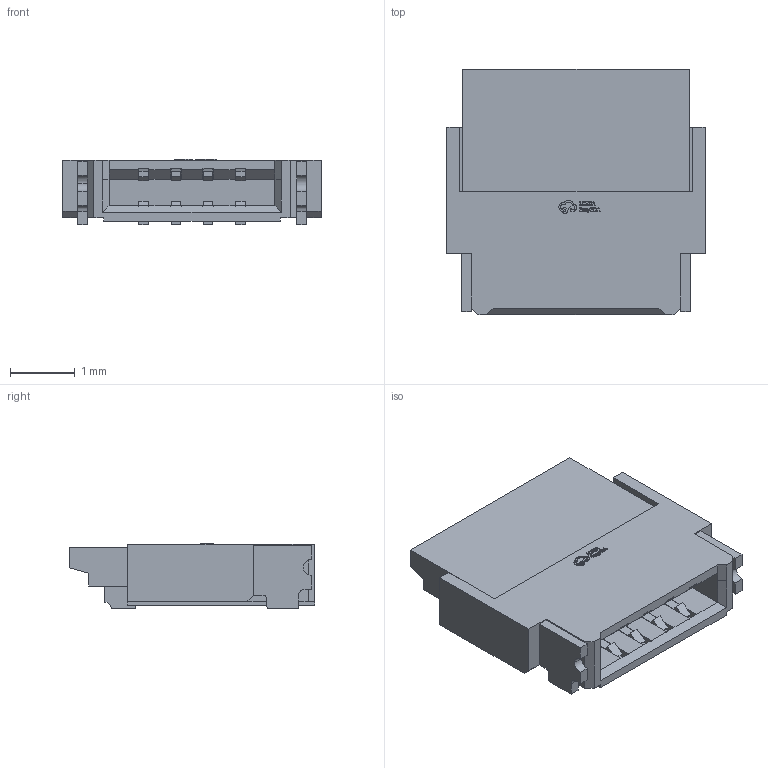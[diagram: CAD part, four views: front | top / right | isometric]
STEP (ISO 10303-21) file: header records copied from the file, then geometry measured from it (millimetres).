
FILE_DESCRIPTION (( 'STEP AP214' ), '1' );
FILE_NAME ('FPC-SMD_4P-P0.50_FPC-0.5HF-4PWBH10.STEP', '2024-10-31T11:22:10', ( 'User' ), ( 'China' ), 'SwSTEP 2.0', 'SolidWorks 2020', '' );
FILE_SCHEMA (( 'AUTOMOTIVE_DESIGN' ));
Length unit declared in the file: millimetre
Products named in the file (1): FPC-SMD_4P-P0.50_FPC-0.5HF-4PWBH10
Bounding box: 4 x 3.8 x 1.01 mm (x, y, z)
Volume: 9.5 mm3; surface area: 67.2 mm2
Topology: 1 solids, 1 shells, 425 faces, 1178 edges, 774 vertices
Faces by surface type: plane 314, bspline 98, cylinder 13
Entity records: 18591 total; most frequent: CARTESIAN_POINT 3684, ORIENTED_EDGE 2356, DIRECTION 1664, EDGE_CURVE 1178, LINE 948, VECTOR 948, VERTEX_POINT 774, EDGE_LOOP 444
